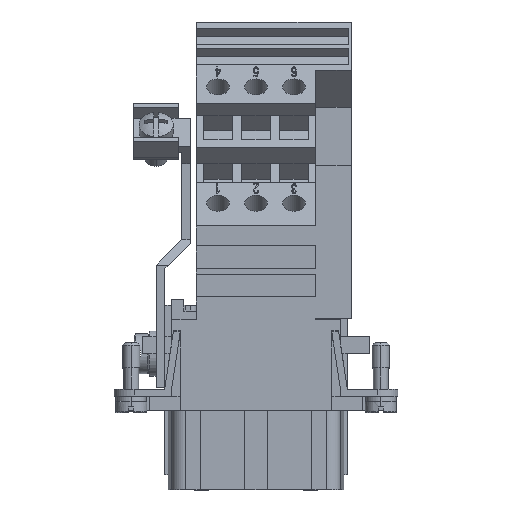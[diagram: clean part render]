
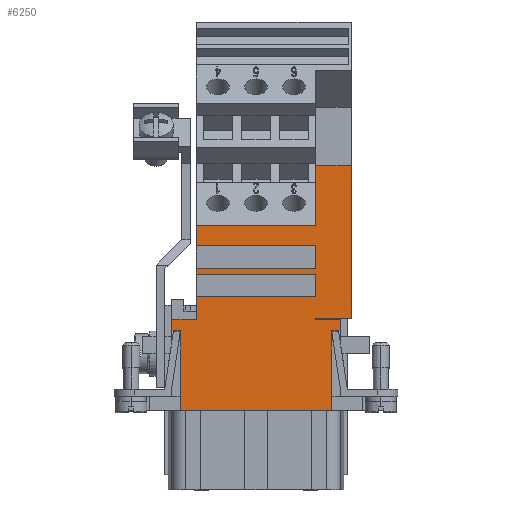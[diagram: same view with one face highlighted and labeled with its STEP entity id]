
A CAD part, top view. The second image highlights one B-rep face of the part: STEP entity #6250.
In plain terms, the highlighted planar face has unit normal (0, 0, 1).
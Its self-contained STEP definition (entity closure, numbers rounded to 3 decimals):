
#4774=CARTESIAN_POINT('',(13.35,0.0,17.0));
#4775=VERTEX_POINT('',#4774);
#4782=CARTESIAN_POINT('',(-13.35,0.0,17.0));
#4783=VERTEX_POINT('',#4782);
#4784=CARTESIAN_POINT('',(13.35,0.0,17.0));
#4785=DIRECTION('',(-1.0,0.0,0.0));
#4786=VECTOR('',#4785,26.7);
#4787=LINE('',#4784,#4786);
#4788=EDGE_CURVE('',#4775,#4783,#4787,.T.);
#5851=CARTESIAN_POINT('',(-10.5,20.0,17.0));
#5852=VERTEX_POINT('',#5851);
#5859=CARTESIAN_POINT('',(10.5,20.0,17.0));
#5860=VERTEX_POINT('',#5859);
#5861=CARTESIAN_POINT('',(10.5,20.0,17.0));
#5862=DIRECTION('',(-1.0,0.0,0.0));
#5863=VECTOR('',#5862,21.);
#5864=LINE('',#5861,#5863);
#5865=EDGE_CURVE('',#5860,#5852,#5864,.T.);
#5890=CARTESIAN_POINT('',(10.5,24.0,17.0));
#5891=VERTEX_POINT('',#5890);
#5892=CARTESIAN_POINT('',(10.5,24.0,17.0));
#5893=DIRECTION('',(0.0,-1.0,0.0));
#5894=VECTOR('',#5893,4.0);
#5895=LINE('',#5892,#5894);
#5896=EDGE_CURVE('',#5891,#5860,#5895,.T.);
#5921=CARTESIAN_POINT('',(-10.5,24.0,17.0));
#5922=VERTEX_POINT('',#5921);
#5923=CARTESIAN_POINT('',(-10.5,24.0,17.0));
#5924=DIRECTION('',(1.0,0.0,0.0));
#5925=VECTOR('',#5924,21.);
#5926=LINE('',#5923,#5925);
#5927=EDGE_CURVE('',#5922,#5891,#5926,.T.);
#5970=CARTESIAN_POINT('',(-10.5,25.0,17.0));
#5971=VERTEX_POINT('',#5970);
#5978=CARTESIAN_POINT('',(10.5,25.0,17.0));
#5979=VERTEX_POINT('',#5978);
#5980=CARTESIAN_POINT('',(10.5,25.0,17.0));
#5981=DIRECTION('',(-1.0,0.0,0.0));
#5982=VECTOR('',#5981,21.);
#5983=LINE('',#5980,#5982);
#5984=EDGE_CURVE('',#5979,#5971,#5983,.T.);
#6009=CARTESIAN_POINT('',(10.5,29.0,17.0));
#6010=VERTEX_POINT('',#6009);
#6011=CARTESIAN_POINT('',(10.5,29.0,17.0));
#6012=DIRECTION('',(0.0,-1.0,0.0));
#6013=VECTOR('',#6012,4.0);
#6014=LINE('',#6011,#6013);
#6015=EDGE_CURVE('',#6010,#5979,#6014,.T.);
#6040=CARTESIAN_POINT('',(-10.5,29.0,17.0));
#6041=VERTEX_POINT('',#6040);
#6042=CARTESIAN_POINT('',(-10.5,29.0,17.0));
#6043=DIRECTION('',(1.0,0.0,0.0));
#6044=VECTOR('',#6043,21.);
#6045=LINE('',#6042,#6044);
#6046=EDGE_CURVE('',#6041,#6010,#6045,.T.);
#6074=CARTESIAN_POINT('',(-10.5,0.0,17.0));
#6075=DIRECTION('',(0.0,0.0,1.0));
#6076=DIRECTION('',(1.0,0.0,0.0));
#6077=AXIS2_PLACEMENT_3D('',#6074,#6075,#6076);
#6078=PLANE('',#6077);
#6079=ORIENTED_EDGE('',*,*,#5927,.T.);
#6080=ORIENTED_EDGE('',*,*,#5896,.T.);
#6081=ORIENTED_EDGE('',*,*,#5865,.T.);
#6082=CARTESIAN_POINT('',(-10.5,16.0,17.0));
#6083=VERTEX_POINT('',#6082);
#6084=CARTESIAN_POINT('',(-10.5,16.0,17.0));
#6085=DIRECTION('',(0.0,1.0,0.0));
#6086=VECTOR('',#6085,4.0);
#6087=LINE('',#6084,#6086);
#6088=EDGE_CURVE('',#6083,#5852,#6087,.T.);
#6089=ORIENTED_EDGE('',*,*,#6088,.F.);
#6090=CARTESIAN_POINT('',(-14.85,16.0,17.));
#6091=VERTEX_POINT('',#6090);
#6092=CARTESIAN_POINT('',(-10.5,16.0,17.0));
#6093=DIRECTION('',(-1.0,0.0,0.0));
#6094=VECTOR('',#6093,4.35);
#6095=LINE('',#6092,#6094);
#6096=EDGE_CURVE('',#6083,#6091,#6095,.T.);
#6097=ORIENTED_EDGE('',*,*,#6096,.T.);
#6098=CARTESIAN_POINT('',(-14.85,14.,17.));
#6099=VERTEX_POINT('',#6098);
#6100=CARTESIAN_POINT('',(-14.85,14.,17.));
#6101=DIRECTION('',(0.0,1.0,0.0));
#6102=VECTOR('',#6101,2.);
#6103=LINE('',#6100,#6102);
#6104=EDGE_CURVE('',#6099,#6091,#6103,.T.);
#6105=ORIENTED_EDGE('',*,*,#6104,.F.);
#6106=CARTESIAN_POINT('',(-14.536,14.,17.0));
#6107=VERTEX_POINT('',#6106);
#6108=CARTESIAN_POINT('',(-14.85,14.,17.));
#6109=DIRECTION('',(1.0,0.0,0.0));
#6110=VECTOR('',#6109,0.314);
#6111=LINE('',#6108,#6110);
#6112=EDGE_CURVE('',#6099,#6107,#6111,.T.);
#6113=ORIENTED_EDGE('',*,*,#6112,.T.);
#6114=CARTESIAN_POINT('',(-13.35,14.,17.0));
#6115=VERTEX_POINT('',#6114);
#6116=CARTESIAN_POINT('',(-14.536,14.,17.0));
#6117=DIRECTION('',(1.0,0.0,0.0));
#6118=VECTOR('',#6117,1.186);
#6119=LINE('',#6116,#6118);
#6120=EDGE_CURVE('',#6107,#6115,#6119,.T.);
#6121=ORIENTED_EDGE('',*,*,#6120,.T.);
#6122=CARTESIAN_POINT('',(-13.35,13.818,17.0));
#6123=VERTEX_POINT('',#6122);
#6124=CARTESIAN_POINT('',(-13.35,14.,17.0));
#6125=DIRECTION('',(0.0,-1.0,0.0));
#6126=VECTOR('',#6125,0.182);
#6127=LINE('',#6124,#6126);
#6128=EDGE_CURVE('',#6115,#6123,#6127,.T.);
#6129=ORIENTED_EDGE('',*,*,#6128,.T.);
#6130=CARTESIAN_POINT('',(-13.35,13.818,17.0));
#6131=DIRECTION('',(0.0,-1.0,0.0));
#6132=VECTOR('',#6131,13.818);
#6133=LINE('',#6130,#6132);
#6134=EDGE_CURVE('',#6123,#4783,#6133,.T.);
#6135=ORIENTED_EDGE('',*,*,#6134,.T.);
#6136=ORIENTED_EDGE('',*,*,#4788,.F.);
#6137=CARTESIAN_POINT('',(13.35,13.818,17.0));
#6138=VERTEX_POINT('',#6137);
#6139=CARTESIAN_POINT('',(13.35,0.0,17.0));
#6140=DIRECTION('',(0.0,1.0,0.0));
#6141=VECTOR('',#6140,13.818);
#6142=LINE('',#6139,#6141);
#6143=EDGE_CURVE('',#4775,#6138,#6142,.T.);
#6144=ORIENTED_EDGE('',*,*,#6143,.T.);
#6145=CARTESIAN_POINT('',(13.35,14.,17.0));
#6146=VERTEX_POINT('',#6145);
#6147=CARTESIAN_POINT('',(13.35,13.818,17.0));
#6148=DIRECTION('',(0.0,1.0,0.0));
#6149=VECTOR('',#6148,0.182);
#6150=LINE('',#6147,#6149);
#6151=EDGE_CURVE('',#6138,#6146,#6150,.T.);
#6152=ORIENTED_EDGE('',*,*,#6151,.T.);
#6153=CARTESIAN_POINT('',(14.536,14.,17.0));
#6154=VERTEX_POINT('',#6153);
#6155=CARTESIAN_POINT('',(13.35,14.,17.0));
#6156=DIRECTION('',(1.0,0.0,0.0));
#6157=VECTOR('',#6156,1.186);
#6158=LINE('',#6155,#6157);
#6159=EDGE_CURVE('',#6146,#6154,#6158,.T.);
#6160=ORIENTED_EDGE('',*,*,#6159,.T.);
#6161=CARTESIAN_POINT('',(14.85,14.,17.0));
#6162=VERTEX_POINT('',#6161);
#6163=CARTESIAN_POINT('',(14.536,14.,17.0));
#6164=DIRECTION('',(1.0,0.0,0.0));
#6165=VECTOR('',#6164,0.314);
#6166=LINE('',#6163,#6165);
#6167=EDGE_CURVE('',#6154,#6162,#6166,.T.);
#6168=ORIENTED_EDGE('',*,*,#6167,.T.);
#6169=CARTESIAN_POINT('',(14.85,16.0,17.0));
#6170=VERTEX_POINT('',#6169);
#6171=CARTESIAN_POINT('',(14.85,14.,17.0));
#6172=DIRECTION('',(0.0,1.0,0.0));
#6173=VECTOR('',#6172,2.);
#6174=LINE('',#6171,#6173);
#6175=EDGE_CURVE('',#6162,#6170,#6174,.T.);
#6176=ORIENTED_EDGE('',*,*,#6175,.T.);
#6177=CARTESIAN_POINT('',(10.5,16.0,17.0));
#6178=VERTEX_POINT('',#6177);
#6179=CARTESIAN_POINT('',(14.85,16.0,17.0));
#6180=DIRECTION('',(-1.0,0.0,0.0));
#6181=VECTOR('',#6180,4.35);
#6182=LINE('',#6179,#6181);
#6183=EDGE_CURVE('',#6170,#6178,#6182,.T.);
#6184=ORIENTED_EDGE('',*,*,#6183,.T.);
#6185=CARTESIAN_POINT('',(10.5,16.2,17.0));
#6186=VERTEX_POINT('',#6185);
#6187=CARTESIAN_POINT('',(10.5,16.2,17.0));
#6188=DIRECTION('',(0.0,-1.0,0.0));
#6189=VECTOR('',#6188,0.2);
#6190=LINE('',#6187,#6189);
#6191=EDGE_CURVE('',#6186,#6178,#6190,.T.);
#6192=ORIENTED_EDGE('',*,*,#6191,.F.);
#6193=CARTESIAN_POINT('',(16.8,16.2,17.0));
#6194=VERTEX_POINT('',#6193);
#6195=CARTESIAN_POINT('',(16.8,16.2,17.0));
#6196=DIRECTION('',(-1.0,0.0,0.0));
#6197=VECTOR('',#6196,6.3);
#6198=LINE('',#6195,#6197);
#6199=EDGE_CURVE('',#6194,#6186,#6198,.T.);
#6200=ORIENTED_EDGE('',*,*,#6199,.F.);
#6201=CARTESIAN_POINT('',(16.8,43.2,17.));
#6202=VERTEX_POINT('',#6201);
#6203=CARTESIAN_POINT('',(16.8,43.2,17.));
#6204=DIRECTION('',(0.0,-1.0,0.0));
#6205=VECTOR('',#6204,27.0);
#6206=LINE('',#6203,#6205);
#6207=EDGE_CURVE('',#6202,#6194,#6206,.T.);
#6208=ORIENTED_EDGE('',*,*,#6207,.F.);
#6209=CARTESIAN_POINT('',(10.5,43.2,17.));
#6210=VERTEX_POINT('',#6209);
#6211=CARTESIAN_POINT('',(16.8,43.2,17.));
#6212=DIRECTION('',(-1.0,0.0,0.0));
#6213=VECTOR('',#6212,6.3);
#6214=LINE('',#6211,#6213);
#6215=EDGE_CURVE('',#6202,#6210,#6214,.T.);
#6216=ORIENTED_EDGE('',*,*,#6215,.T.);
#6217=CARTESIAN_POINT('',(10.5,32.5,17.));
#6218=VERTEX_POINT('',#6217);
#6219=CARTESIAN_POINT('',(10.5,43.2,17.));
#6220=DIRECTION('',(0.0,-1.0,0.0));
#6221=VECTOR('',#6220,10.7);
#6222=LINE('',#6219,#6221);
#6223=EDGE_CURVE('',#6210,#6218,#6222,.T.);
#6224=ORIENTED_EDGE('',*,*,#6223,.T.);
#6225=CARTESIAN_POINT('',(-10.5,32.5,17.));
#6226=VERTEX_POINT('',#6225);
#6227=CARTESIAN_POINT('',(10.5,32.5,17.));
#6228=DIRECTION('',(-1.0,0.0,0.0));
#6229=VECTOR('',#6228,21.);
#6230=LINE('',#6227,#6229);
#6231=EDGE_CURVE('',#6218,#6226,#6230,.T.);
#6232=ORIENTED_EDGE('',*,*,#6231,.T.);
#6233=CARTESIAN_POINT('',(-10.5,29.0,17.0));
#6234=DIRECTION('',(0.0,1.0,0.0));
#6235=VECTOR('',#6234,3.5);
#6236=LINE('',#6233,#6235);
#6237=EDGE_CURVE('',#6041,#6226,#6236,.T.);
#6238=ORIENTED_EDGE('',*,*,#6237,.F.);
#6239=ORIENTED_EDGE('',*,*,#6046,.T.);
#6240=ORIENTED_EDGE('',*,*,#6015,.T.);
#6241=ORIENTED_EDGE('',*,*,#5984,.T.);
#6242=CARTESIAN_POINT('',(-10.5,24.0,17.0));
#6243=DIRECTION('',(0.0,1.0,0.0));
#6244=VECTOR('',#6243,1.0);
#6245=LINE('',#6242,#6244);
#6246=EDGE_CURVE('',#5922,#5971,#6245,.T.);
#6247=ORIENTED_EDGE('',*,*,#6246,.F.);
#6248=EDGE_LOOP('',(#6079,#6080,#6081,#6089,#6097,#6105,#6113,#6121,#6129,#6135,#6136,#6144,#6152,#6160,#6168,#6176,#6184,#6192,#6200,#6208,#6216,#6224,#6232,#6238,#6239,#6240,#6241,#6247));
#6249=FACE_OUTER_BOUND('',#6248,.T.);
#6250=ADVANCED_FACE('',(#6249),#6078,.T.);
